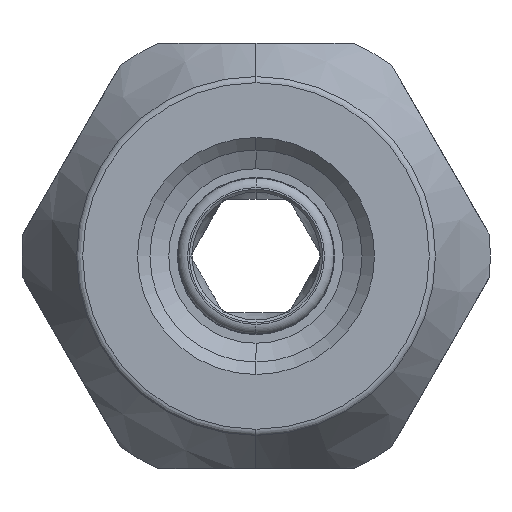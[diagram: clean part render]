
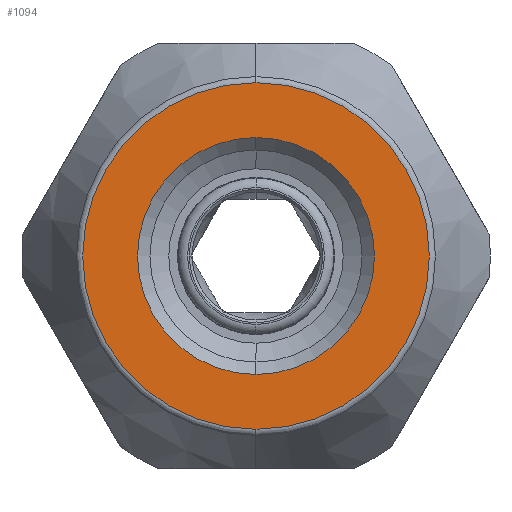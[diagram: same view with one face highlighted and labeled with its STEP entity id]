
A CAD part, left-side view. The second image highlights one B-rep face of the part: STEP entity #1094.
In plain terms, the highlighted planar face has unit normal (-1, 0, 0).
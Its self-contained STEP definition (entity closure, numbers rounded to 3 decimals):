
#128 = VERTEX_POINT ( 'NONE', #220 ) ;
#139 = VERTEX_POINT ( 'NONE', #183 ) ;
#183 = CARTESIAN_POINT ( 'NONE',  ( 0., 0., 8.35 ) ) ;
#220 = CARTESIAN_POINT ( 'NONE',  ( 0., 0., 12.211 ) ) ;
#254 = VERTEX_POINT ( 'NONE', #1781 ) ;
#274 = VERTEX_POINT ( 'NONE', #1793 ) ;
#1094 = ADVANCED_FACE ( 'NONE', ( #2438, #2439 ), #2072, .T. ) ;
#1267 = AXIS2_PLACEMENT_3D ( 'NONE', #3499, #3424, #3486 ) ;
#1283 = DIRECTION ( 'NONE',  ( 1., 0., 0. ) ) ;
#1288 = DIRECTION ( 'NONE',  ( 0., 0., -1. ) ) ;
#1406 = CARTESIAN_POINT ( 'NONE',  ( 0., 0., 0. ) ) ;
#1781 = CARTESIAN_POINT ( 'NONE',  ( 0., 0., -8.35 ) ) ;
#1793 = CARTESIAN_POINT ( 'NONE',  ( 0., 0., -12.211 ) ) ;
#1965 = CARTESIAN_POINT ( 'NONE',  ( 0., 8.35, 0. ) ) ;
#2033 = DIRECTION ( 'NONE',  ( 0., 0., 1. ) ) ;
#2039 = DIRECTION ( 'NONE',  ( -1., 0., 0. ) ) ;
#2072 = PLANE ( 'NONE',  #3985 ) ;
#2119 = EDGE_CURVE ( 'NONE', #139, #254, #2539, .T. ) ;
#2181 = EDGE_CURVE ( 'NONE', #128, #274, #2620, .T. ) ;
#2438 = FACE_BOUND ( 'NONE', #2960, .T. ) ;
#2439 = FACE_OUTER_BOUND ( 'NONE', #3685, .T. ) ;
#2539 = CIRCLE ( 'NONE', #3796, 8.35 ) ;
#2620 = CIRCLE ( 'NONE', #3784, 12.211 ) ;
#2711 = CIRCLE ( 'NONE', #1267, 8.35 ) ;
#2859 = CIRCLE ( 'NONE', #4160, 12.211 ) ;
#2960 = EDGE_LOOP ( 'NONE', ( #3222, #3293 ) ) ;
#3067 = DIRECTION ( 'NONE',  ( 1., 0., 0. ) ) ;
#3121 = DIRECTION ( 'NONE',  ( 0., 0., -1. ) ) ;
#3147 = CARTESIAN_POINT ( 'NONE',  ( 0., 0., 0. ) ) ;
#3221 = ORIENTED_EDGE ( 'NONE', *, *, #2181, .F. ) ;
#3222 = ORIENTED_EDGE ( 'NONE', *, *, #2119, .T. ) ;
#3280 = ORIENTED_EDGE ( 'NONE', *, *, #5184, .F. ) ;
#3293 = ORIENTED_EDGE ( 'NONE', *, *, #3608, .T. ) ;
#3424 = DIRECTION ( 'NONE',  ( 1., 0., 0. ) ) ;
#3486 = DIRECTION ( 'NONE',  ( 0., 0., -1. ) ) ;
#3499 = CARTESIAN_POINT ( 'NONE',  ( 0., 0., 0. ) ) ;
#3608 = EDGE_CURVE ( 'NONE', #254, #139, #2711, .T. ) ;
#3685 = EDGE_LOOP ( 'NONE', ( #3280, #3221 ) ) ;
#3784 = AXIS2_PLACEMENT_3D ( 'NONE', #1406, #1283, #1288 ) ;
#3796 = AXIS2_PLACEMENT_3D ( 'NONE', #3147, #3067, #3121 ) ;
#3985 = AXIS2_PLACEMENT_3D ( 'NONE', #1965, #2039, #2033 ) ;
#4160 = AXIS2_PLACEMENT_3D ( 'NONE', #5074, #5081, #5088 ) ;
#5074 = CARTESIAN_POINT ( 'NONE',  ( 0., 0., 0. ) ) ;
#5081 = DIRECTION ( 'NONE',  ( 1., 0., 0. ) ) ;
#5088 = DIRECTION ( 'NONE',  ( 0., 0., -1. ) ) ;
#5184 = EDGE_CURVE ( 'NONE', #274, #128, #2859, .T. ) ;
